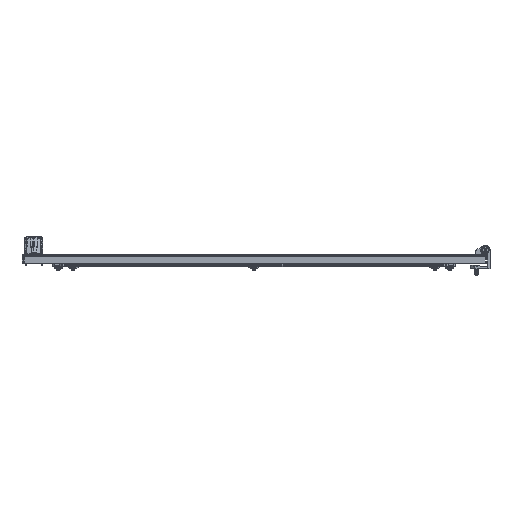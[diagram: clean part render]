
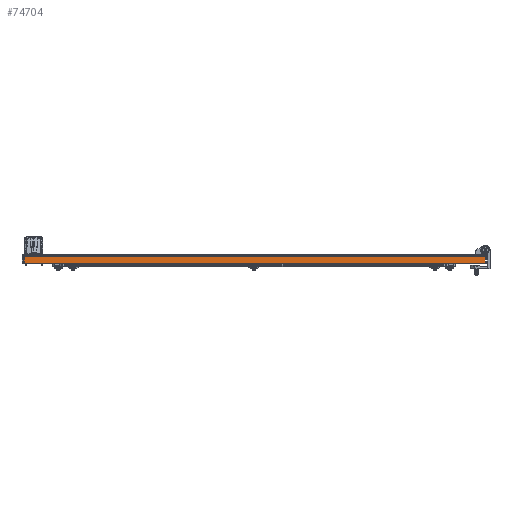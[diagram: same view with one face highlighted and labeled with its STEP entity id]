
A CAD part, front view. The second image highlights one B-rep face of the part: STEP entity #74704.
In plain terms, the highlighted planar face has unit normal (0, -1, 0).
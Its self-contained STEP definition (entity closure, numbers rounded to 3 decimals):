
#238 = VECTOR ( 'NONE', #16602, 1000. ) ;
#5235 = EDGE_CURVE ( 'NONE', #37431, #84756, #53415, .T. ) ;
#15763 = DIRECTION ( 'NONE',  ( 0., 0., 1. ) ) ;
#16602 = DIRECTION ( 'NONE',  ( 1., 0., 0. ) ) ;
#20524 = EDGE_CURVE ( 'NONE', #84756, #60197, #28285, .T. ) ;
#20682 = CARTESIAN_POINT ( 'NONE',  ( 395., -795., -15.8 ) ) ;
#22523 = LINE ( 'NONE', #56147, #73360 ) ;
#28285 = LINE ( 'NONE', #83024, #73056 ) ;
#28362 = EDGE_LOOP ( 'NONE', ( #57445, #82936, #29023, #75113 ) ) ;
#29023 = ORIENTED_EDGE ( 'NONE', *, *, #20524, .F. ) ;
#29470 = AXIS2_PLACEMENT_3D ( 'NONE', #85238, #83906, #30511 ) ;
#30511 = DIRECTION ( 'NONE',  ( 0., 0., 1. ) ) ;
#31329 = LINE ( 'NONE', #45236, #238 ) ;
#36778 = FACE_OUTER_BOUND ( 'NONE', #28362, .T. ) ;
#37431 = VERTEX_POINT ( 'NONE', #78488 ) ;
#43093 = EDGE_CURVE ( 'NONE', #37431, #45223, #22523, .T. ) ;
#43135 = CARTESIAN_POINT ( 'NONE',  ( -393., -795., -4. ) ) ;
#43527 = CARTESIAN_POINT ( 'NONE',  ( -393., -795., -15.8 ) ) ;
#45223 = VERTEX_POINT ( 'NONE', #49902 ) ;
#45236 = CARTESIAN_POINT ( 'NONE',  ( 0., -795., -4. ) ) ;
#47989 = DIRECTION ( 'NONE',  ( -1., 0., 0. ) ) ;
#49796 = PLANE ( 'NONE',  #29470 ) ;
#49902 = CARTESIAN_POINT ( 'NONE',  ( 393., -795., -4. ) ) ;
#51649 = EDGE_CURVE ( 'NONE', #60197, #45223, #31329, .T. ) ;
#53415 = LINE ( 'NONE', #20682, #84288 ) ;
#56147 = CARTESIAN_POINT ( 'NONE',  ( 393., -795., 0. ) ) ;
#57445 = ORIENTED_EDGE ( 'NONE', *, *, #43093, .T. ) ;
#60197 = VERTEX_POINT ( 'NONE', #43135 ) ;
#73056 = VECTOR ( 'NONE', #15763, 1000. ) ;
#73360 = VECTOR ( 'NONE', #77237, 1000. ) ;
#74704 = ADVANCED_FACE ( 'NONE', ( #36778 ), #49796, .F. ) ;
#75113 = ORIENTED_EDGE ( 'NONE', *, *, #5235, .F. ) ;
#77237 = DIRECTION ( 'NONE',  ( 0., 0., 1. ) ) ;
#78488 = CARTESIAN_POINT ( 'NONE',  ( 393., -795., -15.8 ) ) ;
#82936 = ORIENTED_EDGE ( 'NONE', *, *, #51649, .F. ) ;
#83024 = CARTESIAN_POINT ( 'NONE',  ( -393., -795., 0. ) ) ;
#83906 = DIRECTION ( 'NONE',  ( 0., 1., 0. ) ) ;
#84288 = VECTOR ( 'NONE', #47989, 1000. ) ;
#84756 = VERTEX_POINT ( 'NONE', #43527 ) ;
#85238 = CARTESIAN_POINT ( 'NONE',  ( 0., -795., 0. ) ) ;
